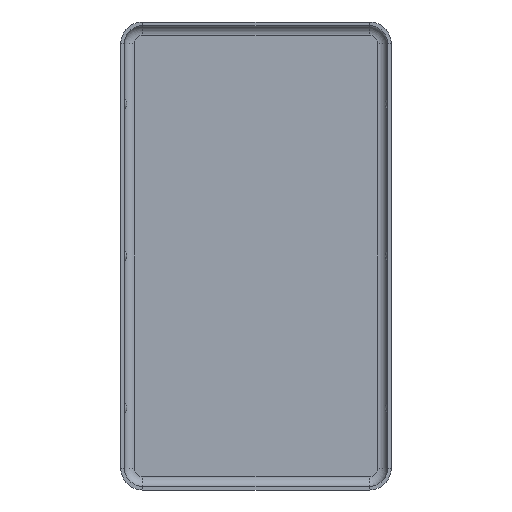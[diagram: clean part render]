
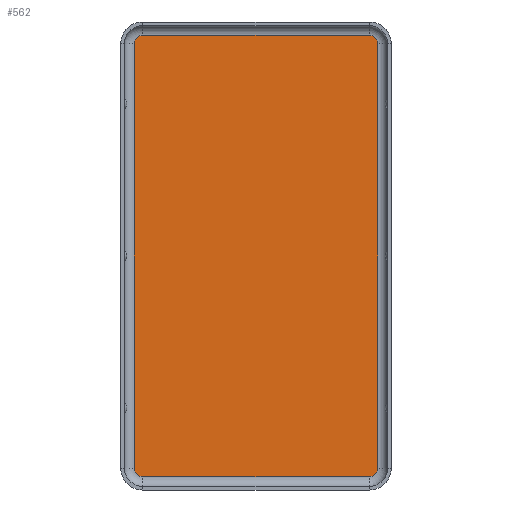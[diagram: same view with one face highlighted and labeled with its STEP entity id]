
A CAD part, front view. The second image highlights one B-rep face of the part: STEP entity #562.
In plain terms, the highlighted planar face has unit normal (0, -1, 0).
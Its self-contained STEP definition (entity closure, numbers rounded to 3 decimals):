
#21 = CARTESIAN_POINT ( 'NONE',  ( -10., 0., 0. ) ) ;
#41 = DIRECTION ( 'NONE',  ( 0., 0., -1. ) ) ;
#70 = VERTEX_POINT ( 'NONE', #1398 ) ;
#73 = CARTESIAN_POINT ( 'NONE',  ( 9.3, 0., 18.1 ) ) ;
#89 = AXIS2_PLACEMENT_3D ( 'NONE', #745, #1711, #1015 ) ;
#167 = LINE ( 'NONE', #767, #1413 ) ;
#175 = EDGE_CURVE ( 'NONE', #1111, #810, #646, .T. ) ;
#195 = LINE ( 'NONE', #21, #921 ) ;
#204 = CARTESIAN_POINT ( 'NONE',  ( -10., 0., -17.4 ) ) ;
#234 = EDGE_LOOP ( 'NONE', ( #1154, #530, #1223, #527, #842, #1073, #1550, #1835 ) ) ;
#339 = DIRECTION ( 'NONE',  ( 0., -1., 0. ) ) ;
#366 = DIRECTION ( 'NONE',  ( -1., 0., 0. ) ) ;
#371 = CARTESIAN_POINT ( 'NONE',  ( 9.3, 0., 18.1 ) ) ;
#436 = EDGE_CURVE ( 'NONE', #1241, #1370, #167, .T. ) ;
#460 = DIRECTION ( 'NONE',  ( 0., 0., -1. ) ) ;
#467 = EDGE_CURVE ( 'NONE', #1111, #955, #606, .T. ) ;
#519 = AXIS2_PLACEMENT_3D ( 'NONE', #756, #1745, #1177 ) ;
#527 = ORIENTED_EDGE ( 'NONE', *, *, #175, .T. ) ;
#530 = ORIENTED_EDGE ( 'NONE', *, *, #936, .F. ) ;
#562 = ADVANCED_FACE ( 'NONE', ( #1148 ), #1447, .T. ) ;
#572 = EDGE_CURVE ( 'NONE', #1600, #70, #1311, .T. ) ;
#600 = DIRECTION ( 'NONE',  ( 0., 0., -1. ) ) ;
#606 = LINE ( 'NONE', #638, #1635 ) ;
#638 = CARTESIAN_POINT ( 'NONE',  ( 10., 0., 0. ) ) ;
#639 = EDGE_CURVE ( 'NONE', #1512, #1370, #1069, .T. ) ;
#646 = CIRCLE ( 'NONE', #519, 0.7 ) ;
#698 = DIRECTION ( 'NONE',  ( 0., 0., 1. ) ) ;
#740 = DIRECTION ( 'NONE',  ( 0., 0., -1. ) ) ;
#744 = CARTESIAN_POINT ( 'NONE',  ( 9.3, 0., -17.4 ) ) ;
#745 = CARTESIAN_POINT ( 'NONE',  ( -9.3, 0., -17.4 ) ) ;
#754 = CARTESIAN_POINT ( 'NONE',  ( -9.3, 0., 17.4 ) ) ;
#756 = CARTESIAN_POINT ( 'NONE',  ( 9.3, 0., 17.4 ) ) ;
#767 = CARTESIAN_POINT ( 'NONE',  ( 9.3, 0., -18.1 ) ) ;
#770 = LINE ( 'NONE', #73, #1058 ) ;
#810 = VERTEX_POINT ( 'NONE', #371 ) ;
#842 = ORIENTED_EDGE ( 'NONE', *, *, #1604, .T. ) ;
#846 = AXIS2_PLACEMENT_3D ( 'NONE', #1782, #933, #698 ) ;
#865 = CARTESIAN_POINT ( 'NONE',  ( 9.3, 0., -18.1 ) ) ;
#893 = DIRECTION ( 'NONE',  ( 0., 1., 0. ) ) ;
#921 = VECTOR ( 'NONE', #740, 1000. ) ;
#933 = DIRECTION ( 'NONE',  ( 0., 1., 0. ) ) ;
#936 = EDGE_CURVE ( 'NONE', #955, #1241, #1341, .T. ) ;
#955 = VERTEX_POINT ( 'NONE', #1098 ) ;
#995 = CARTESIAN_POINT ( 'NONE',  ( 10., 0., 17.4 ) ) ;
#1015 = DIRECTION ( 'NONE',  ( 0., 0., 1. ) ) ;
#1058 = VECTOR ( 'NONE', #366, 1000. ) ;
#1069 = CIRCLE ( 'NONE', #89, 0.7 ) ;
#1073 = ORIENTED_EDGE ( 'NONE', *, *, #572, .F. ) ;
#1098 = CARTESIAN_POINT ( 'NONE',  ( 10., 0., -17.4 ) ) ;
#1111 = VERTEX_POINT ( 'NONE', #995 ) ;
#1148 = FACE_OUTER_BOUND ( 'NONE', #234, .T. ) ;
#1154 = ORIENTED_EDGE ( 'NONE', *, *, #436, .F. ) ;
#1177 = DIRECTION ( 'NONE',  ( 0., 0., -1. ) ) ;
#1223 = ORIENTED_EDGE ( 'NONE', *, *, #467, .F. ) ;
#1241 = VERTEX_POINT ( 'NONE', #865 ) ;
#1256 = EDGE_CURVE ( 'NONE', #1600, #1512, #195, .T. ) ;
#1311 = CIRCLE ( 'NONE', #1651, 0.7 ) ;
#1341 = CIRCLE ( 'NONE', #846, 0.7 ) ;
#1370 = VERTEX_POINT ( 'NONE', #1758 ) ;
#1398 = CARTESIAN_POINT ( 'NONE',  ( -9.3, 0., 18.1 ) ) ;
#1413 = VECTOR ( 'NONE', #1611, 1000. ) ;
#1447 = PLANE ( 'NONE',  #1466 ) ;
#1466 = AXIS2_PLACEMENT_3D ( 'NONE', #744, #339, #600 ) ;
#1502 = CARTESIAN_POINT ( 'NONE',  ( -10., 0., 17.4 ) ) ;
#1512 = VERTEX_POINT ( 'NONE', #204 ) ;
#1550 = ORIENTED_EDGE ( 'NONE', *, *, #1256, .T. ) ;
#1600 = VERTEX_POINT ( 'NONE', #1502 ) ;
#1604 = EDGE_CURVE ( 'NONE', #810, #70, #770, .T. ) ;
#1611 = DIRECTION ( 'NONE',  ( -1., 0., 0. ) ) ;
#1635 = VECTOR ( 'NONE', #41, 1000. ) ;
#1651 = AXIS2_PLACEMENT_3D ( 'NONE', #754, #893, #460 ) ;
#1711 = DIRECTION ( 'NONE',  ( 0., -1., 0. ) ) ;
#1745 = DIRECTION ( 'NONE',  ( 0., -1., 0. ) ) ;
#1758 = CARTESIAN_POINT ( 'NONE',  ( -9.3, 0., -18.1 ) ) ;
#1782 = CARTESIAN_POINT ( 'NONE',  ( 9.3, 0., -17.4 ) ) ;
#1835 = ORIENTED_EDGE ( 'NONE', *, *, #639, .T. ) ;
